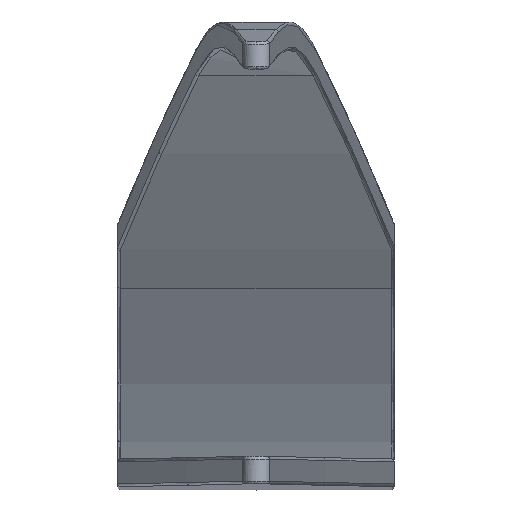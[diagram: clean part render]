
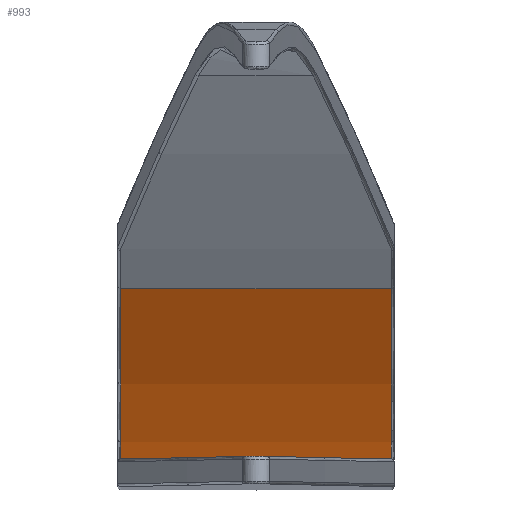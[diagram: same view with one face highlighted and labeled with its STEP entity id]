
A CAD part, top view. The second image highlights one B-rep face of the part: STEP entity #993.
In plain terms, the highlighted free-form (B-spline) face has degree [2, 1] with [3, 2] control points.
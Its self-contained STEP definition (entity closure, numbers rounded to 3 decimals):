
#957 = VERTEX_POINT('',#958);
#958 = CARTESIAN_POINT('',(4.42,6.466,57.988)
  );
#964 = EDGE_CURVE('',#965,#957,#967,.T.);
#965 = VERTEX_POINT('',#966);
#966 = CARTESIAN_POINT('',(-4.42,6.466,57.988
    ));
#967 = B_SPLINE_CURVE_WITH_KNOTS('',1,(#968,#969),.UNSPECIFIED.,.F.,.F.,
  (2,2),(0.1,9.9),.PIECEWISE_BEZIER_KNOTS.);
#968 = CARTESIAN_POINT('',(-4.42,6.466,57.988
    ));
#969 = CARTESIAN_POINT('',(4.42,6.466,57.988)
  );
#993 = ADVANCED_FACE('',(#994),#1018,.T.);
#994 = FACE_BOUND('',#995,.T.);
#995 = EDGE_LOOP('',(#996,#997,#1005,#1012));
#996 = ORIENTED_EDGE('',*,*,#964,.F.);
#997 = ORIENTED_EDGE('',*,*,#998,.T.);
#998 = EDGE_CURVE('',#965,#999,#1001,.T.);
#999 = VERTEX_POINT('',#1000);
#1000 = CARTESIAN_POINT('',(-4.42,0.902,13.53));
#1001 = ( BOUNDED_CURVE() B_SPLINE_CURVE(2,(#1002,#1003,#1004),
.UNSPECIFIED.,.F.,.F.) B_SPLINE_CURVE_WITH_KNOTS((3,3),(4.463,
4.712),.PIECEWISE_BEZIER_KNOTS.) CURVE() 
GEOMETRIC_REPRESENTATION_ITEM() RATIONAL_B_SPLINE_CURVE((1.,
0.992,1.)) REPRESENTATION_ITEM('') );
#1002 = CARTESIAN_POINT('',(-4.42,6.466,
    57.988));
#1003 = CARTESIAN_POINT('',(-4.42,0.902,36.107)
  );
#1004 = CARTESIAN_POINT('',(-4.42,0.902,13.53));
#1005 = ORIENTED_EDGE('',*,*,#1006,.T.);
#1006 = EDGE_CURVE('',#999,#1007,#1009,.T.);
#1007 = VERTEX_POINT('',#1008);
#1008 = CARTESIAN_POINT('',(4.42,0.902,13.53));
#1009 = B_SPLINE_CURVE_WITH_KNOTS('',1,(#1010,#1011),.UNSPECIFIED.,.F.,
  .F.,(2,2),(0.1,9.9),.PIECEWISE_BEZIER_KNOTS.);
#1010 = CARTESIAN_POINT('',(-4.42,0.902,13.53));
#1011 = CARTESIAN_POINT('',(4.42,0.902,13.53));
#1012 = ORIENTED_EDGE('',*,*,#1013,.T.);
#1013 = EDGE_CURVE('',#1007,#957,#1014,.T.);
#1014 = ( BOUNDED_CURVE() B_SPLINE_CURVE(2,(#1015,#1016,#1017),
.UNSPECIFIED.,.F.,.F.) B_SPLINE_CURVE_WITH_KNOTS((3,3),(4.712,
4.961),.PIECEWISE_BEZIER_KNOTS.) CURVE() 
GEOMETRIC_REPRESENTATION_ITEM() RATIONAL_B_SPLINE_CURVE((1.,
0.992,1.)) REPRESENTATION_ITEM('') );
#1015 = CARTESIAN_POINT('',(4.42,0.902,13.53));
#1016 = CARTESIAN_POINT('',(4.42,0.902,36.107)
  );
#1017 = CARTESIAN_POINT('',(4.42,6.466,57.988
    ));
#1018 = ( BOUNDED_SURFACE() B_SPLINE_SURFACE(2,1,(
    (#1019,#1020)
    ,(#1021,#1022)
    ,(#1023,#1024
)),.UNSPECIFIED.,.F.,.F.,.F.) B_SPLINE_SURFACE_WITH_KNOTS((3,3),(2,2),(
    4.463,4.712),(0.1,9.9),.PIECEWISE_BEZIER_KNOTS.) 
GEOMETRIC_REPRESENTATION_ITEM() RATIONAL_B_SPLINE_SURFACE((
    (1.,1.)
    ,(0.992,0.992)
,(1.,1.))) REPRESENTATION_ITEM('') SURFACE() );
#1019 = CARTESIAN_POINT('',(-4.42,6.466,
    57.988));
#1020 = CARTESIAN_POINT('',(4.42,6.466,57.988
    ));
#1021 = CARTESIAN_POINT('',(-4.42,0.902,36.107)
  );
#1022 = CARTESIAN_POINT('',(4.42,0.902,36.107)
  );
#1023 = CARTESIAN_POINT('',(-4.42,0.902,13.53));
#1024 = CARTESIAN_POINT('',(4.42,0.902,13.53));
